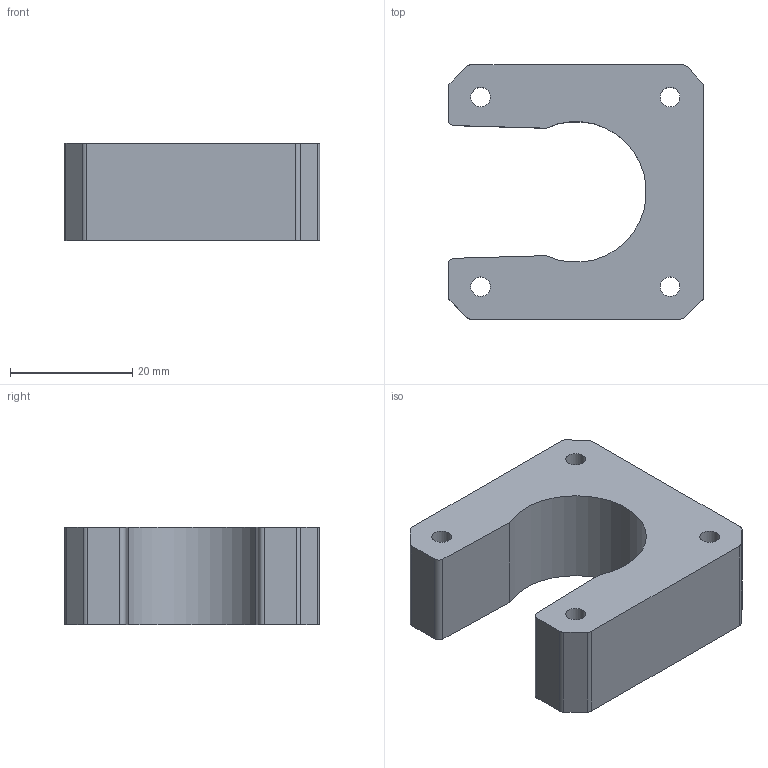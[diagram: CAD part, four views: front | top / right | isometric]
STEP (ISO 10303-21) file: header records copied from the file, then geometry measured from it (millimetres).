
FILE_DESCRIPTION(/* description */ (''),/* implementation_level */ '2;1');
FILE_NAME(/* name */ 'ccf9edf3-c682-4d08-9e67-d28ef77fd84f.stp',/* time_stamp */ '2016-12-28T12:39:50+00:00',/* author */ (''),/* organization */ (''),/* preprocessor_version */ 'ST-DEVELOPER v16.5',/* originating_system */ 'Autodesk Translation Framework v5.2.0.2920',/* authorisation */ '');
FILE_SCHEMA (('AUTOMOTIVE_DESIGN { 1 0 10303 214 3 1 1 }'));
Length unit declared in the file: millimetre
Products named in the file (1): motor mount (x2) v3
Bounding box: 41.8 x 41.6 x 16 mm (x, y, z)
Volume: 16431.9 mm3; surface area: 6128.4 mm2
Topology: 1 solids, 1 shells, 28 faces, 78 edges, 52 vertices
Faces by surface type: cylinder 15, plane 13
Full cylindrical faces by diameter (mm): 3.2 x4
Entity records: 937 total; most frequent: DIRECTION 162, CARTESIAN_POINT 155, ORIENTED_EDGE 148, EDGE_CURVE 74, AXIS2_PLACEMENT_3D 59, VERTEX_POINT 52, LINE 44, VECTOR 44
